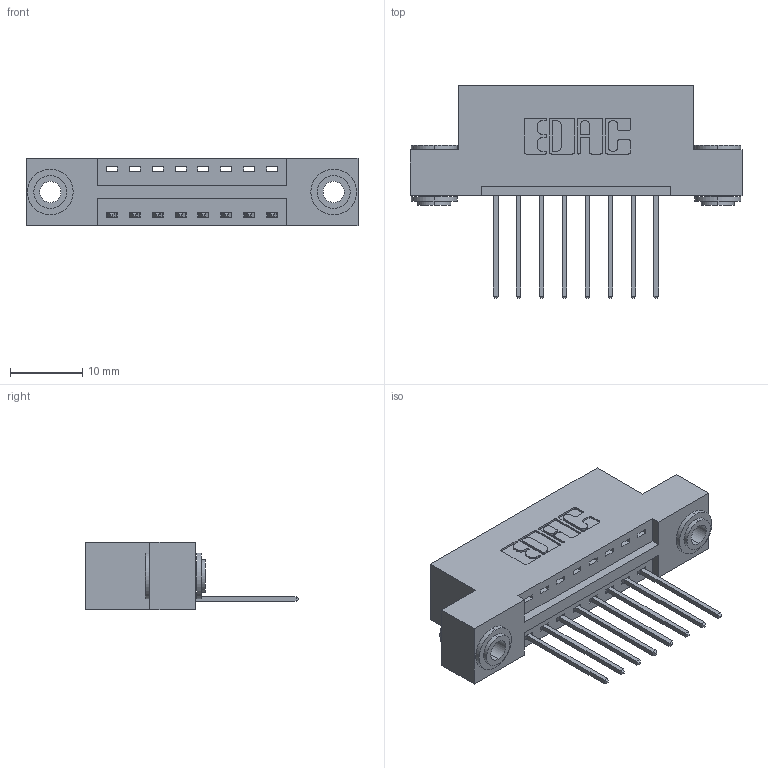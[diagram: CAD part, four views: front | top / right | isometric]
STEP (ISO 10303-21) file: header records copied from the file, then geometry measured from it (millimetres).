
FILE_DESCRIPTION (( 'STEP AP203' ), '1' );
FILE_NAME ('396-008-540-103.STEP', '2018-08-31T00:41:49', ( '' ), ( '' ), 'SwSTEP 2.0', 'SolidWorks 2016', '' );
FILE_SCHEMA (( 'CONFIG_CONTROL_DESIGN' ));
Length unit declared in the file: inch
Products named in the file (4): 396-008-540-103; 346 Part_Flush Mounting Lugs - 0.156 Dia-TH; 345-292-001_345-293-140; 345-250-002_345-250-002-102
Assembly tree (11 placements, depth 2):
  396-008-540-103
    346 Part_Flush Mounting Lugs - 0.156 Dia-TH
    345-292-001_345-293-140  x8
    345-250-002_345-250-002-102  x2
Bounding box: 45.97 x 29.46 x 9.4 mm (x, y, z)
Volume: 4196.7 mm3; surface area: 5176.7 mm2
Topology: 11 solids, 11 shells, 624 faces, 1813 edges, 1194 vertices
Faces by surface type: plane 406, cylinder 210, cone 8
Entity records: 10210 total; most frequent: CARTESIAN_POINT 1739, ORIENTED_EDGE 1674, DIRECTION 1607, EDGE_CURVE 837, VECTOR 649, LINE 649, VERTEX_POINT 554, AXIS2_PLACEMENT_3D 479
